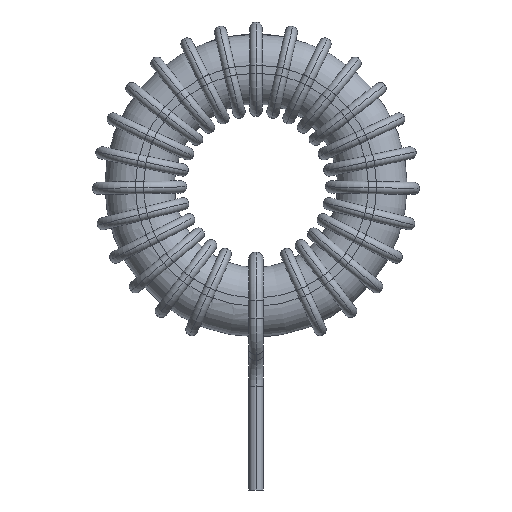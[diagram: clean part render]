
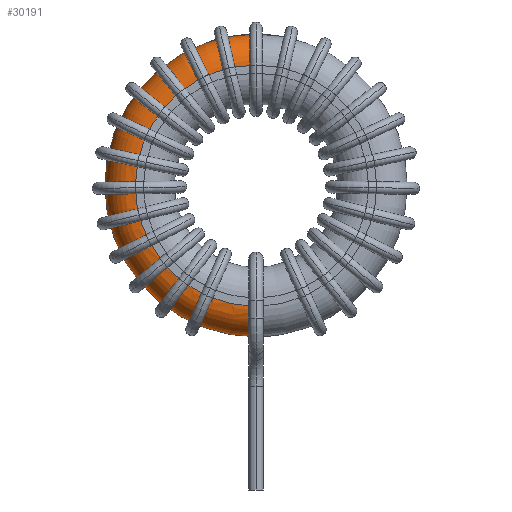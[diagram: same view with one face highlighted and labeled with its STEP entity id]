
A CAD part, left-side view. The second image highlights one B-rep face of the part: STEP entity #30191.
In plain terms, the highlighted toroidal (fillet/blend) face has major radius 5.9 mm and minor radius 1.5 mm.
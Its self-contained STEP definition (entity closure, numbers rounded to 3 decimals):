
#1479 = CARTESIAN_POINT ( 'NONE',  ( -3.927, 0.136, -6.162 ) ) ;
#1807 = CARTESIAN_POINT ( 'NONE',  ( -3.944, 0.172, -6.052 ) ) ;
#1910 = CARTESIAN_POINT ( 'NONE',  ( -3.95, 0.18, -5.897 ) ) ;
#2307 = DIRECTION ( 'NONE',  ( -1., 0., 0. ) ) ;
#2428 = CARTESIAN_POINT ( 'NONE',  ( -2.45, 0., 7.4 ) ) ;
#2535 = VERTEX_POINT ( 'NONE', #8157 ) ;
#3461 = CIRCLE ( 'NONE', #24614, 7.4 ) ;
#3653 = CARTESIAN_POINT ( 'NONE',  ( -2.45, 0., 0. ) ) ;
#4424 = CIRCLE ( 'NONE', #33136, 1.5 ) ;
#4454 = EDGE_CURVE ( 'NONE', #5833, #11417, #24764, .T. ) ;
#4520 = CARTESIAN_POINT ( 'NONE',  ( -3.907, 0.073, -6.258 ) ) ;
#4876 = EDGE_CURVE ( 'NONE', #5833, #9356, #11149, .T. ) ;
#5221 = DIRECTION ( 'NONE',  ( 0., 0., -1. ) ) ;
#5833 = VERTEX_POINT ( 'NONE', #24545 ) ;
#6553 = CARTESIAN_POINT ( 'NONE',  ( -3.9, 0., -6.284 ) ) ;
#6737 = CARTESIAN_POINT ( 'NONE',  ( -3.95, 0.18, -5.974 ) ) ;
#7262 = FACE_OUTER_BOUND ( 'NONE', #30988, .T. ) ;
#7996 = ORIENTED_EDGE ( 'NONE', *, *, #21775, .F. ) ;
#8157 = CARTESIAN_POINT ( 'NONE',  ( -3.9, 0., -6.284 ) ) ;
#8654 = CARTESIAN_POINT ( 'NONE',  ( -2.45, 0., 5.9 ) ) ;
#8692 = ORIENTED_EDGE ( 'NONE', *, *, #31108, .F. ) ;
#9356 = VERTEX_POINT ( 'NONE', #1910 ) ;
#9452 = CARTESIAN_POINT ( 'NONE',  ( -3.9, 0.039, -6.284 ) ) ;
#10083 = AXIS2_PLACEMENT_3D ( 'NONE', #8654, #21736, #11376 ) ;
#11149 = CIRCLE ( 'NONE', #19825, 5.9 ) ;
#11158 = CARTESIAN_POINT ( 'NONE',  ( -2.45, 0., -7.4 ) ) ;
#11376 = DIRECTION ( 'NONE',  ( 0., 0., 1. ) ) ;
#11417 = VERTEX_POINT ( 'NONE', #2428 ) ;
#11881 = CARTESIAN_POINT ( 'NONE',  ( -3.92, 0.12, -6.197 ) ) ;
#12930 = CARTESIAN_POINT ( 'NONE',  ( -2.45, 0., -5.9 ) ) ;
#13272 = DIRECTION ( 'NONE',  ( 0., 0., -1. ) ) ;
#14021 = DIRECTION ( 'NONE',  ( 1., 0., 0. ) ) ;
#14952 = ORIENTED_EDGE ( 'NONE', *, *, #4876, .F. ) ;
#17394 = ORIENTED_EDGE ( 'NONE', *, *, #29857, .F. ) ;
#17781 = DIRECTION ( 'NONE',  ( 1., 0., 0. ) ) ;
#18332 = DIRECTION ( 'NONE',  ( 0., -1., 0. ) ) ;
#19433 = DIRECTION ( 'NONE',  ( 0., 0., -1. ) ) ;
#19601 = ORIENTED_EDGE ( 'NONE', *, *, #4454, .T. ) ;
#19825 = AXIS2_PLACEMENT_3D ( 'NONE', #27977, #2307, #20500 ) ;
#20500 = DIRECTION ( 'NONE',  ( 0., 0., -1. ) ) ;
#21318 = VERTEX_POINT ( 'NONE', #11158 ) ;
#21736 = DIRECTION ( 'NONE',  ( 0., 1., 0. ) ) ;
#21775 = EDGE_CURVE ( 'NONE', #21318, #11417, #3461, .T. ) ;
#21814 = TOROIDAL_SURFACE ( 'NONE', #28339, 5.9, 1.5 ) ;
#24545 = CARTESIAN_POINT ( 'NONE',  ( -3.95, 0., 5.9 ) ) ;
#24614 = AXIS2_PLACEMENT_3D ( 'NONE', #3653, #14021, #19433 ) ;
#24764 = CIRCLE ( 'NONE', #10083, 1.5 ) ;
#24766 = CARTESIAN_POINT ( 'NONE',  ( -3.95, 0.18, -5.897 ) ) ;
#25820 = CARTESIAN_POINT ( 'NONE',  ( -2.45, 0., 0. ) ) ;
#27977 = CARTESIAN_POINT ( 'NONE',  ( -3.95, 0., 0. ) ) ;
#28045 = B_SPLINE_CURVE_WITH_KNOTS ( 'NONE', 3,
 ( #24766, #6737, #1807, #1479, #11881, #4520, #9452, #6553 ),
 .UNSPECIFIED., .F., .F.,
 ( 4, 2, 2, 4 ),
 ( 0., 0.001, 0.001, 0.001 ),
 .UNSPECIFIED. ) ;
#28339 = AXIS2_PLACEMENT_3D ( 'NONE', #25820, #17781, #5221 ) ;
#29857 = EDGE_CURVE ( 'NONE', #2535, #21318, #4424, .T. ) ;
#30191 = ADVANCED_FACE ( 'NONE', ( #7262 ), #21814, .T. ) ;
#30988 = EDGE_LOOP ( 'NONE', ( #14952, #19601, #7996, #17394, #8692 ) ) ;
#31108 = EDGE_CURVE ( 'NONE', #9356, #2535, #28045, .T. ) ;
#33136 = AXIS2_PLACEMENT_3D ( 'NONE', #12930, #18332, #13272 ) ;
